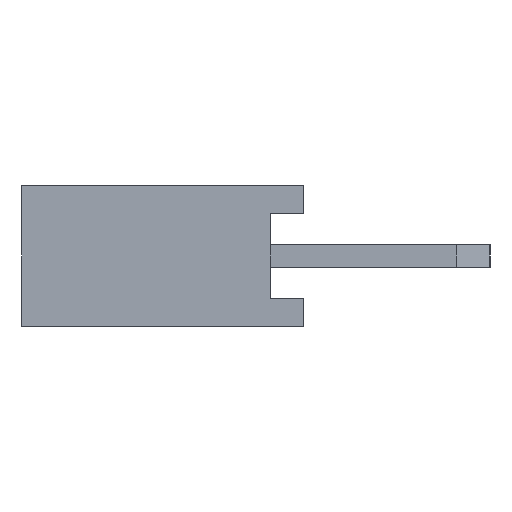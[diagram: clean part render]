
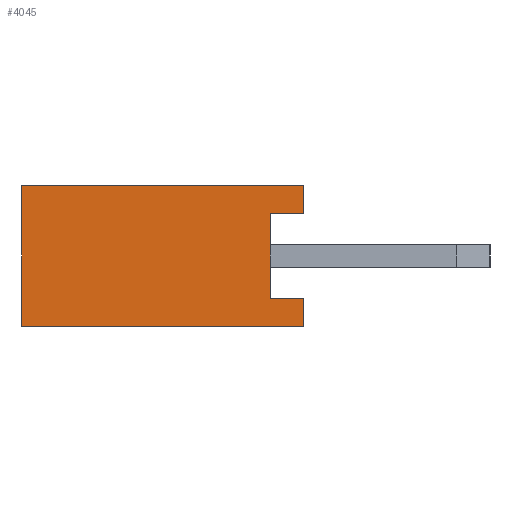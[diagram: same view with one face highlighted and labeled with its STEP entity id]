
A CAD part, left-side view. The second image highlights one B-rep face of the part: STEP entity #4045.
In plain terms, the highlighted planar face has unit normal (-1, 0, 0).
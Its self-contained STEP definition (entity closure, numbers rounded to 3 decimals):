
#1479 = DIRECTION ( 'NONE',  ( 0., 0., -1. ) ) ;
#1560 = LINE ( 'NONE', #8027, #20853 ) ;
#1641 = DIRECTION ( 'NONE',  ( 0., 0., 1. ) ) ;
#2299 = CARTESIAN_POINT ( 'NONE',  ( -1.52, 0., 0.75 ) ) ;
#2365 = LINE ( 'NONE', #11649, #26521 ) ;
#4044 = ORIENTED_EDGE ( 'NONE', *, *, #5595, .T. ) ;
#4045 = ADVANCED_FACE ( 'NONE', ( #28742 ), #22089, .F. ) ;
#4196 = EDGE_CURVE ( 'NONE', #16303, #20250, #2365, .T. ) ;
#4258 = LINE ( 'NONE', #20875, #15543 ) ;
#5225 = EDGE_CURVE ( 'NONE', #14592, #5467, #1560, .T. ) ;
#5467 = VERTEX_POINT ( 'NONE', #7541 ) ;
#5595 = EDGE_CURVE ( 'NONE', #20250, #22658, #23197, .T. ) ;
#5707 = VECTOR ( 'NONE', #7921, 1000. ) ;
#6366 = CARTESIAN_POINT ( 'NONE',  ( -1.52, 0., -0.75 ) ) ;
#6772 = VECTOR ( 'NONE', #27566, 1000. ) ;
#7136 = AXIS2_PLACEMENT_3D ( 'NONE', #10801, #16420, #1479 ) ;
#7541 = CARTESIAN_POINT ( 'NONE',  ( -1.52, 0., -1.25 ) ) ;
#7921 = DIRECTION ( 'NONE',  ( 0., 1., 0. ) ) ;
#8027 = CARTESIAN_POINT ( 'NONE',  ( -1.52, 0., -0.75 ) ) ;
#8608 = LINE ( 'NONE', #18515, #9440 ) ;
#8692 = ORIENTED_EDGE ( 'NONE', *, *, #21320, .F. ) ;
#9262 = ORIENTED_EDGE ( 'NONE', *, *, #18886, .F. ) ;
#9317 = ORIENTED_EDGE ( 'NONE', *, *, #27923, .F. ) ;
#9440 = VECTOR ( 'NONE', #27726, 1000. ) ;
#10182 = DIRECTION ( 'NONE',  ( 0., 0., -1. ) ) ;
#10480 = CARTESIAN_POINT ( 'NONE',  ( -1.52, 0., 1.25 ) ) ;
#10801 = CARTESIAN_POINT ( 'NONE',  ( -1.52, 0., 0. ) ) ;
#11649 = CARTESIAN_POINT ( 'NONE',  ( -1.52, 0.6, 0.75 ) ) ;
#12935 = VERTEX_POINT ( 'NONE', #16837 ) ;
#14592 = VERTEX_POINT ( 'NONE', #6366 ) ;
#15543 = VECTOR ( 'NONE', #1641, 1000. ) ;
#16244 = EDGE_LOOP ( 'NONE', ( #8692, #9317, #17705, #20426, #9262, #22538, #4044, #23553 ) ) ;
#16303 = VERTEX_POINT ( 'NONE', #19923 ) ;
#16420 = DIRECTION ( 'NONE',  ( 1., 0., 0. ) ) ;
#16837 = CARTESIAN_POINT ( 'NONE',  ( -1.52, 0.6, -0.75 ) ) ;
#17705 = ORIENTED_EDGE ( 'NONE', *, *, #5225, .F. ) ;
#18293 = EDGE_CURVE ( 'NONE', #12935, #14592, #26294, .T. ) ;
#18446 = CARTESIAN_POINT ( 'NONE',  ( -1.52, 5., -1.25 ) ) ;
#18515 = CARTESIAN_POINT ( 'NONE',  ( -1.52, 0., -1.25 ) ) ;
#18886 = EDGE_CURVE ( 'NONE', #16303, #12935, #28588, .T. ) ;
#19065 = CARTESIAN_POINT ( 'NONE',  ( -1.52, 0.6, 0. ) ) ;
#19479 = DIRECTION ( 'NONE',  ( 0., -1., 0. ) ) ;
#19923 = CARTESIAN_POINT ( 'NONE',  ( -1.52, 0.6, 0.75 ) ) ;
#20250 = VERTEX_POINT ( 'NONE', #26496 ) ;
#20426 = ORIENTED_EDGE ( 'NONE', *, *, #18293, .F. ) ;
#20853 = VECTOR ( 'NONE', #28978, 1000. ) ;
#20875 = CARTESIAN_POINT ( 'NONE',  ( -1.52, 5., -1.25 ) ) ;
#21320 = EDGE_CURVE ( 'NONE', #26603, #29179, #4258, .T. ) ;
#21750 = CARTESIAN_POINT ( 'NONE',  ( -1.52, 0., 1.25 ) ) ;
#21925 = LINE ( 'NONE', #10480, #5707 ) ;
#22089 = PLANE ( 'NONE',  #7136 ) ;
#22232 = EDGE_CURVE ( 'NONE', #22658, #29179, #21925, .T. ) ;
#22538 = ORIENTED_EDGE ( 'NONE', *, *, #4196, .T. ) ;
#22658 = VERTEX_POINT ( 'NONE', #21750 ) ;
#23197 = LINE ( 'NONE', #2299, #6772 ) ;
#23553 = ORIENTED_EDGE ( 'NONE', *, *, #22232, .T. ) ;
#25564 = VECTOR ( 'NONE', #10182, 1000. ) ;
#26294 = LINE ( 'NONE', #29151, #26554 ) ;
#26496 = CARTESIAN_POINT ( 'NONE',  ( -1.52, 0., 0.75 ) ) ;
#26521 = VECTOR ( 'NONE', #27047, 1000. ) ;
#26554 = VECTOR ( 'NONE', #19479, 1000. ) ;
#26603 = VERTEX_POINT ( 'NONE', #18446 ) ;
#27047 = DIRECTION ( 'NONE',  ( 0., -1., 0. ) ) ;
#27462 = CARTESIAN_POINT ( 'NONE',  ( -1.52, 5., 1.25 ) ) ;
#27566 = DIRECTION ( 'NONE',  ( 0., 0., 1. ) ) ;
#27726 = DIRECTION ( 'NONE',  ( 0., 1., 0. ) ) ;
#27923 = EDGE_CURVE ( 'NONE', #5467, #26603, #8608, .T. ) ;
#28588 = LINE ( 'NONE', #19065, #25564 ) ;
#28742 = FACE_OUTER_BOUND ( 'NONE', #16244, .T. ) ;
#28978 = DIRECTION ( 'NONE',  ( 0., 0., -1. ) ) ;
#29151 = CARTESIAN_POINT ( 'NONE',  ( -1.52, 0.6, -0.75 ) ) ;
#29179 = VERTEX_POINT ( 'NONE', #27462 ) ;
